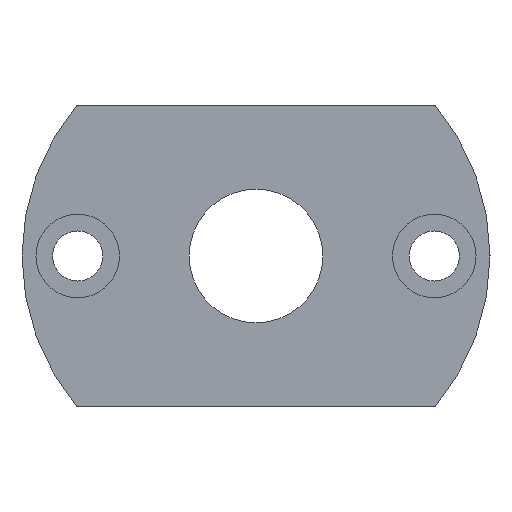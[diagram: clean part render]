
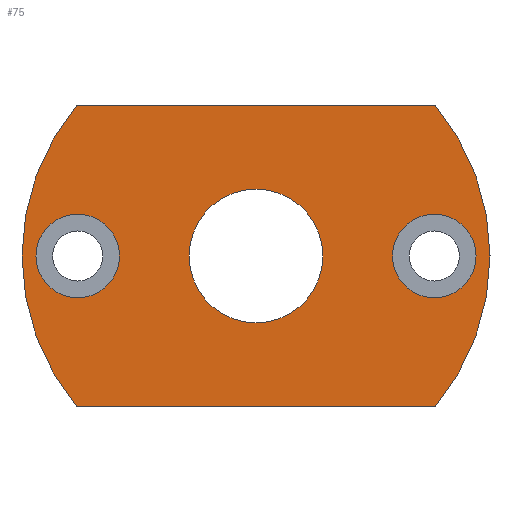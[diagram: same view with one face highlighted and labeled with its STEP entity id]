
A CAD part, left-side view. The second image highlights one B-rep face of the part: STEP entity #75.
In plain terms, the highlighted planar face has unit normal (-1, 0, 0).
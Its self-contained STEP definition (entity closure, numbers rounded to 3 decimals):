
#75 = ADVANCED_FACE( '', ( #94, #95, #96, #97 ), #98, .T. );
#94 = FACE_BOUND( '', #148, .T. );
#95 = FACE_BOUND( '', #149, .T. );
#96 = FACE_OUTER_BOUND( '', #150, .T. );
#97 = FACE_BOUND( '', #151, .T. );
#98 = PLANE( '', #152 );
#148 = EDGE_LOOP( '', ( #202 ) );
#149 = EDGE_LOOP( '', ( #203 ) );
#150 = EDGE_LOOP( '', ( #204, #205, #206, #207 ) );
#151 = EDGE_LOOP( '', ( #208 ) );
#152 = AXIS2_PLACEMENT_3D( '', #209, #210, #211 );
#202 = ORIENTED_EDGE( '', *, *, #310, .T. );
#203 = ORIENTED_EDGE( '', *, *, #311, .T. );
#204 = ORIENTED_EDGE( '', *, *, #312, .F. );
#205 = ORIENTED_EDGE( '', *, *, #313, .F. );
#206 = ORIENTED_EDGE( '', *, *, #314, .F. );
#207 = ORIENTED_EDGE( '', *, *, #315, .F. );
#208 = ORIENTED_EDGE( '', *, *, #316, .T. );
#209 = CARTESIAN_POINT( '', ( 0., 21., 0. ) );
#210 = DIRECTION( '', ( -1., 0., 0. ) );
#211 = DIRECTION( '', ( 0., 0., 1. ) );
#310 = EDGE_CURVE( '', #337, #337, #338, .T. );
#311 = EDGE_CURVE( '', #339, #339, #340, .F. );
#312 = EDGE_CURVE( '', #341, #342, #343, .T. );
#313 = EDGE_CURVE( '', #344, #341, #345, .T. );
#314 = EDGE_CURVE( '', #346, #344, #347, .T. );
#315 = EDGE_CURVE( '', #342, #346, #348, .T. );
#316 = EDGE_CURVE( '', #349, #349, #350, .T. );
#337 = VERTEX_POINT( '', #387 );
#338 = CIRCLE( '', #388, 6. );
#339 = VERTEX_POINT( '', #389 );
#340 = CIRCLE( '', #390, 3.75 );
#341 = VERTEX_POINT( '', #391 );
#342 = VERTEX_POINT( '', #392 );
#343 = CIRCLE( '', #393, 21. );
#344 = VERTEX_POINT( '', #394 );
#345 = LINE( '', #395, #396 );
#346 = VERTEX_POINT( '', #397 );
#347 = CIRCLE( '', #398, 21. );
#348 = LINE( '', #399, #400 );
#349 = VERTEX_POINT( '', #401 );
#350 = CIRCLE( '', #402, 3.75 );
#387 = CARTESIAN_POINT( '', ( 0., 0., -6. ) );
#388 = AXIS2_PLACEMENT_3D( '', #445, #446, #447 );
#389 = CARTESIAN_POINT( '', ( 0., 16., 3.75 ) );
#390 = AXIS2_PLACEMENT_3D( '', #448, #449, #450 );
#391 = CARTESIAN_POINT( '', ( 0., 16.086, -13.5 ) );
#392 = CARTESIAN_POINT( '', ( 0., 16.086, 13.5 ) );
#393 = AXIS2_PLACEMENT_3D( '', #451, #452, #453 );
#394 = CARTESIAN_POINT( '', ( 0., -16.086, -13.5 ) );
#395 = CARTESIAN_POINT( '', ( 0., -16.086, -13.5 ) );
#396 = VECTOR( '', #454, 1000. );
#397 = CARTESIAN_POINT( '', ( 0., -16.086, 13.5 ) );
#398 = AXIS2_PLACEMENT_3D( '', #455, #456, #457 );
#399 = CARTESIAN_POINT( '', ( 0., 16.086, 13.5 ) );
#400 = VECTOR( '', #458, 1000. );
#401 = CARTESIAN_POINT( '', ( 0., -16., -3.75 ) );
#402 = AXIS2_PLACEMENT_3D( '', #459, #460, #461 );
#445 = CARTESIAN_POINT( '', ( 0., 0., 0. ) );
#446 = DIRECTION( '', ( 1., 0., 0. ) );
#447 = DIRECTION( '', ( 0., 0., -1. ) );
#448 = CARTESIAN_POINT( '', ( 0., 16., 0. ) );
#449 = DIRECTION( '', ( -1., 0., 0. ) );
#450 = DIRECTION( '', ( 0., 0., 1. ) );
#451 = CARTESIAN_POINT( '', ( 0., 0., 0. ) );
#452 = DIRECTION( '', ( 1., 0., 0. ) );
#453 = DIRECTION( '', ( 0., 0., -1. ) );
#454 = DIRECTION( '', ( 0., 1., 0. ) );
#455 = CARTESIAN_POINT( '', ( 0., 0., 0. ) );
#456 = DIRECTION( '', ( 1., 0., 0. ) );
#457 = DIRECTION( '', ( 0., 0., -1. ) );
#458 = DIRECTION( '', ( 0., -1., 0. ) );
#459 = CARTESIAN_POINT( '', ( 0., -16., 0. ) );
#460 = DIRECTION( '', ( 1., 0., 0. ) );
#461 = DIRECTION( '', ( 0., 0., -1. ) );
